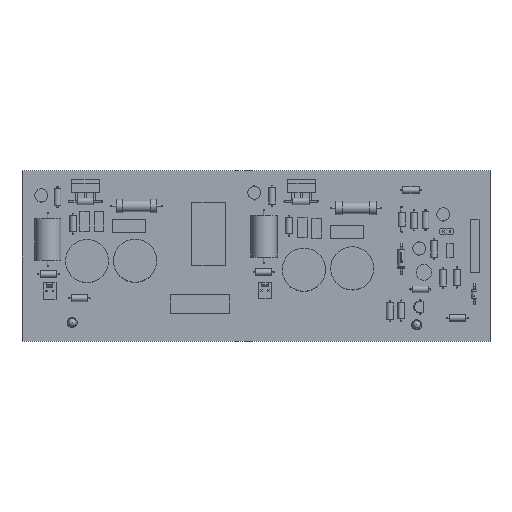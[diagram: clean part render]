
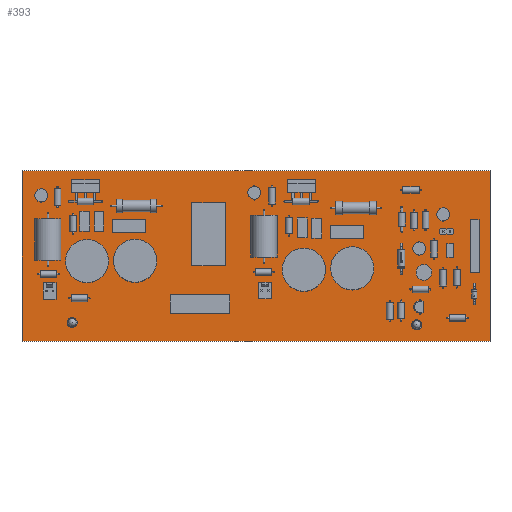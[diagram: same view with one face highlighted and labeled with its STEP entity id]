
A CAD part, top view. The second image highlights one B-rep face of the part: STEP entity #393.
In plain terms, the highlighted planar face has unit normal (0, 0, 1).
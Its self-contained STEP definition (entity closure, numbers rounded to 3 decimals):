
#264 = VERTEX_POINT('',#265);
#265 = CARTESIAN_POINT('',(0.,0.,0.411));
#271 = EDGE_CURVE('',#264,#272,#274,.T.);
#272 = VERTEX_POINT('',#273);
#273 = CARTESIAN_POINT('',(179.07,0.,0.411));
#274 = LINE('',#275,#276);
#275 = CARTESIAN_POINT('',(0.,0.,0.411));
#276 = VECTOR('',#277,1.);
#277 = DIRECTION('',(1.,0.,0.));
#302 = EDGE_CURVE('',#272,#303,#305,.T.);
#303 = VERTEX_POINT('',#304);
#304 = CARTESIAN_POINT('',(179.07,65.151,0.411));
#305 = LINE('',#306,#307);
#306 = CARTESIAN_POINT('',(179.07,0.,0.411));
#307 = VECTOR('',#308,1.);
#308 = DIRECTION('',(0.,1.,0.));
#333 = EDGE_CURVE('',#303,#334,#336,.T.);
#334 = VERTEX_POINT('',#335);
#335 = CARTESIAN_POINT('',(0.,65.151,0.411));
#336 = LINE('',#337,#338);
#337 = CARTESIAN_POINT('',(179.07,65.151,0.411));
#338 = VECTOR('',#339,1.);
#339 = DIRECTION('',(-1.,0.,0.));
#364 = EDGE_CURVE('',#334,#264,#365,.T.);
#365 = LINE('',#366,#367);
#366 = CARTESIAN_POINT('',(0.,65.151,0.411));
#367 = VECTOR('',#368,1.);
#368 = DIRECTION('',(0.,-1.,0.));
#393 = ADVANCED_FACE('',(#394),#400,.T.);
#394 = FACE_BOUND('',#395,.T.);
#395 = EDGE_LOOP('',(#396,#397,#398,#399));
#396 = ORIENTED_EDGE('',*,*,#271,.T.);
#397 = ORIENTED_EDGE('',*,*,#302,.T.);
#398 = ORIENTED_EDGE('',*,*,#333,.T.);
#399 = ORIENTED_EDGE('',*,*,#364,.T.);
#400 = PLANE('',#401);
#401 = AXIS2_PLACEMENT_3D('',#402,#403,#404);
#402 = CARTESIAN_POINT('',(89.535,32.576,0.411));
#403 = DIRECTION('',(0.,0.,1.));
#404 = DIRECTION('',(1.,0.,-0.));
